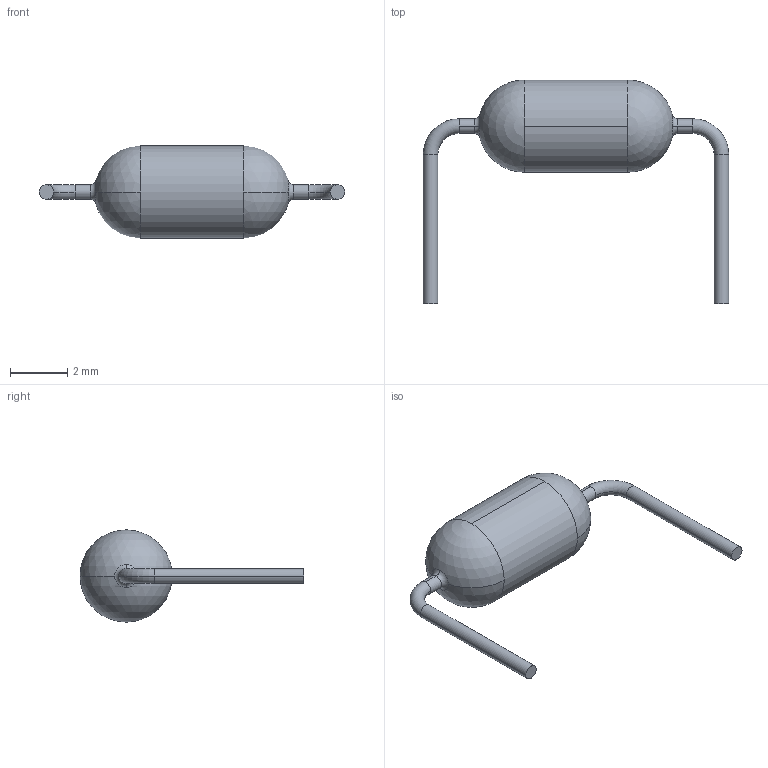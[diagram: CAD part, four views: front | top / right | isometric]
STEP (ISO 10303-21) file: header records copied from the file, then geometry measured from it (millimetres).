
FILE_DESCRIPTION (( 'STEP AP214' ), '1' );
FILE_NAME ('2E2390D8-23F0-4087-AAF5-E36DAD3D7F78.STEP', '2022-10-19T17:47:27', ( '' ), ( '' ), 'SwSTEP 2.0', 'SolidWorks 2022', '' );
FILE_SCHEMA (( 'AUTOMOTIVE_DESIGN' ));
Length unit declared in the file: millimetre
Products named in the file (1): 2E2390D8-23F0-4087-AAF5-E36DAD3D7F78
Bounding box: 10.67 x 7.82 x 3.22 mm (x, y, z)
Volume: 49.9 mm3; surface area: 92.8 mm2
Topology: 1 solids, 1 shells, 24 faces, 62 edges, 36 vertices
Faces by surface type: cylinder 10, torus 8, sphere 4, plane 2
Entity records: 1024 total; most frequent: DIRECTION 156, CARTESIAN_POINT 119, ORIENTED_EDGE 116, AXIS2_PLACEMENT_3D 73, EDGE_CURVE 58, CIRCLE 48, VERTEX_POINT 36, UNCERTAINTY_MEASURE_WITH_UNIT 27
